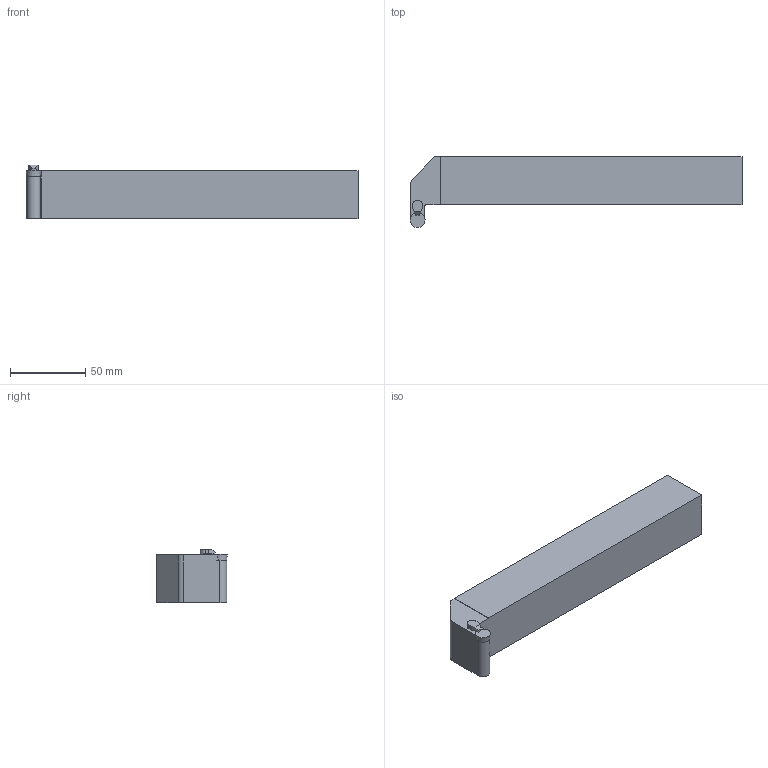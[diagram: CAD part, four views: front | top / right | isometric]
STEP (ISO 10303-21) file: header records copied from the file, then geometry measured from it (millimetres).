
FILE_DESCRIPTION(/* description */ (''),/* implementation_level */ '2;1');
FILE_NAME(/* name */ 'SRXCR-3232-X10C.stp',/* time_stamp */ '2023-10-14T08:26:05+03:00',/* author */ (''),/* organization */ (''),/* preprocessor_version */ 'ST-DEVELOPER v19.4',/* originating_system */ 'SIEMENS PLM Software NX2306.3001',/* authorisation */ '');
FILE_SCHEMA (('AUTOMOTIVE_DESIGN { 1 0 10303 214 3 1 1 1 }'));
Length unit declared in the file: millimetre
Products named in the file (1): model1
Bounding box: 220 x 47 x 35.6 mm (x, y, z)
Volume: 224553 mm3; surface area: 31006.5 mm2
Topology: 2 solids, 2 shells, 31 faces, 80 edges, 54 vertices
Faces by surface type: plane 24, cylinder 5, cone 2
Entity records: 1002 total; most frequent: CARTESIAN_POINT 175, DIRECTION 161, ORIENTED_EDGE 158, EDGE_CURVE 79, LINE 57, VECTOR 57, VERTEX_POINT 54, AXIS2_PLACEMENT_3D 52
